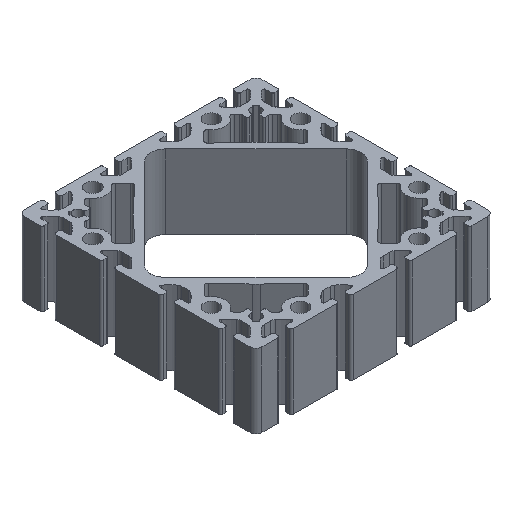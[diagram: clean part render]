
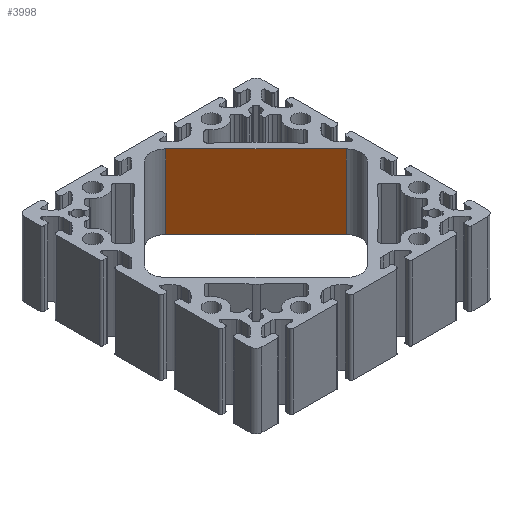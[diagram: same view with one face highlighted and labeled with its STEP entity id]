
A CAD part, isometric view. The second image highlights one B-rep face of the part: STEP entity #3998.
In plain terms, the highlighted planar face has unit normal (-0.707, -0.707, 0).
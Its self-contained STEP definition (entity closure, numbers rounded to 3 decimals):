
#83 = VECTOR ( 'NONE', #7807, 1000. ) ;
#630 = EDGE_CURVE ( 'NONE', #6754, #5122, #3294, .T. ) ;
#905 = FACE_OUTER_BOUND ( 'NONE', #11150, .T. ) ;
#1435 = LINE ( 'NONE', #2509, #10543 ) ;
#2021 = CARTESIAN_POINT ( 'NONE',  ( 7.071, 67.882, 25. ) ) ;
#2509 = CARTESIAN_POINT ( 'NONE',  ( 67.882, 7.071, 25. ) ) ;
#2785 = CARTESIAN_POINT ( 'NONE',  ( 7.071, 67.882, -25. ) ) ;
#3135 = LINE ( 'NONE', #15177, #12505 ) ;
#3199 = AXIS2_PLACEMENT_3D ( 'NONE', #6602, #9025, #11379 ) ;
#3294 = LINE ( 'NONE', #12765, #10082 ) ;
#3443 = ORIENTED_EDGE ( 'NONE', *, *, #14960, .T. ) ;
#3472 = VERTEX_POINT ( 'NONE', #3970 ) ;
#3970 = CARTESIAN_POINT ( 'NONE',  ( 67.882, 7.071, 25. ) ) ;
#3998 = ADVANCED_FACE ( 'NONE', ( #905 ), #5732, .T. ) ;
#4455 = DIRECTION ( 'NONE',  ( 0., 0., -1. ) ) ;
#4861 = ORIENTED_EDGE ( 'NONE', *, *, #13140, .T. ) ;
#5122 = VERTEX_POINT ( 'NONE', #2785 ) ;
#5163 = LINE ( 'NONE', #14704, #83 ) ;
#5378 = ORIENTED_EDGE ( 'NONE', *, *, #13457, .F. ) ;
#5732 = PLANE ( 'NONE',  #3199 ) ;
#6152 = ORIENTED_EDGE ( 'NONE', *, *, #630, .F. ) ;
#6602 = CARTESIAN_POINT ( 'NONE',  ( 67.882, 7.071, 25. ) ) ;
#6754 = VERTEX_POINT ( 'NONE', #11057 ) ;
#7807 = DIRECTION ( 'NONE',  ( 0., 0., -1. ) ) ;
#8672 = VERTEX_POINT ( 'NONE', #2021 ) ;
#9025 = DIRECTION ( 'NONE',  ( -0.707, -0.707, 0. ) ) ;
#10082 = VECTOR ( 'NONE', #10333, 1000. ) ;
#10333 = DIRECTION ( 'NONE',  ( -0.707, 0.707, 0. ) ) ;
#10543 = VECTOR ( 'NONE', #14325, 1000. ) ;
#11057 = CARTESIAN_POINT ( 'NONE',  ( 67.882, 7.071, -25. ) ) ;
#11150 = EDGE_LOOP ( 'NONE', ( #6152, #5378, #4861, #3443 ) ) ;
#11379 = DIRECTION ( 'NONE',  ( 0.707, -0.707, 0. ) ) ;
#12505 = VECTOR ( 'NONE', #4455, 1000. ) ;
#12765 = CARTESIAN_POINT ( 'NONE',  ( 67.882, 7.071, -25. ) ) ;
#13140 = EDGE_CURVE ( 'NONE', #3472, #8672, #1435, .T. ) ;
#13457 = EDGE_CURVE ( 'NONE', #3472, #6754, #3135, .T. ) ;
#14325 = DIRECTION ( 'NONE',  ( -0.707, 0.707, 0. ) ) ;
#14704 = CARTESIAN_POINT ( 'NONE',  ( 7.071, 67.882, 25. ) ) ;
#14960 = EDGE_CURVE ( 'NONE', #8672, #5122, #5163, .T. ) ;
#15177 = CARTESIAN_POINT ( 'NONE',  ( 67.882, 7.071, 25. ) ) ;
